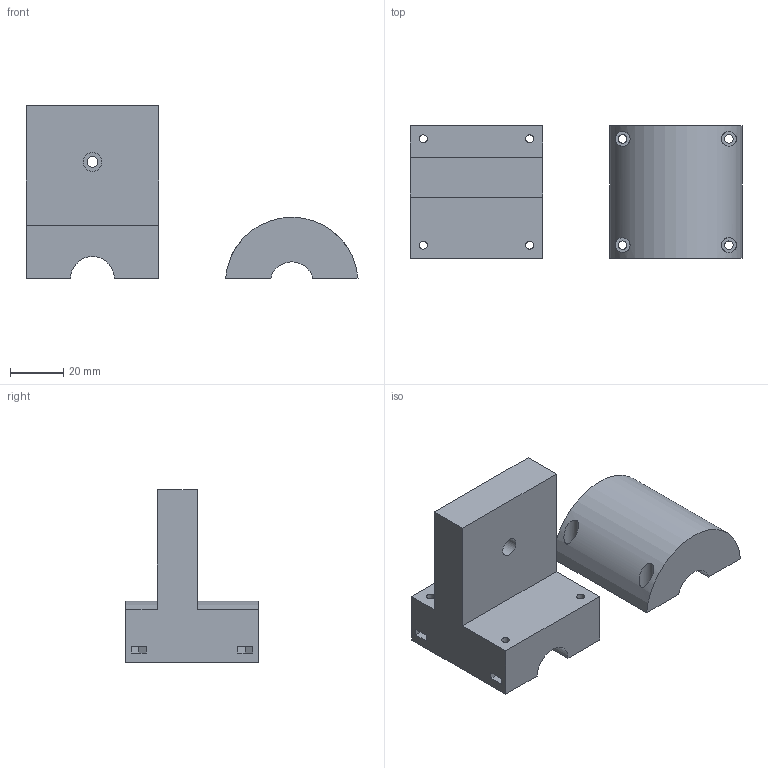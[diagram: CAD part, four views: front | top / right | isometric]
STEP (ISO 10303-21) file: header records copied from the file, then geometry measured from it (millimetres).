
FILE_DESCRIPTION(/* description */ (''),/* implementation_level */ '2;1');
FILE_NAME(/* name */ '',/* time_stamp */ '2025-11-29T17:01:54+09:00',/* author */ (''),/* organization */ (''),/* preprocessor_version */ 'ST-DEVELOPER v20.1',/* originating_system */ 'Autodesk Translation Framework v14.21.0.0',/* authorisation */ '');
FILE_SCHEMA (('AUTOMOTIVE_DESIGN { 1 0 10303 214 3 1 1 }'));
Length unit declared in the file: millimetre
Products named in the file (3): Waffle_PI_カメラベース; コンポーネント1; コンポーネント2
Assembly tree (2 placements, depth 2):
  Waffle_PI_カメラベース
    コンポーネント1
    コンポーネント2
Bounding box: 124.92 x 50 x 65 mm (x, y, z)
Volume: 115957.7 mm3; surface area: 25796 mm2
Topology: 2 solids, 2 shells, 71 faces, 169 edges, 114 vertices
Faces by surface type: plane 47, cylinder 24
Full cylindrical faces by diameter (mm): 3 x8, 3.2 x4, 4 x1, 5.6 x4, 7 x1, 9 x1, 20.5 x1, 23 x1
Entity records: 2339 total; most frequent: CARTESIAN_POINT 511, DIRECTION 357, ORIENTED_EDGE 338, EDGE_CURVE 169, AXIS2_PLACEMENT_3D 120, LINE 117, VECTOR 117, VERTEX_POINT 114
